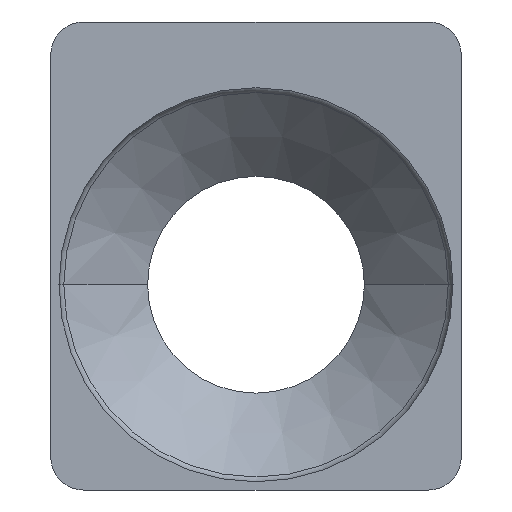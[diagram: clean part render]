
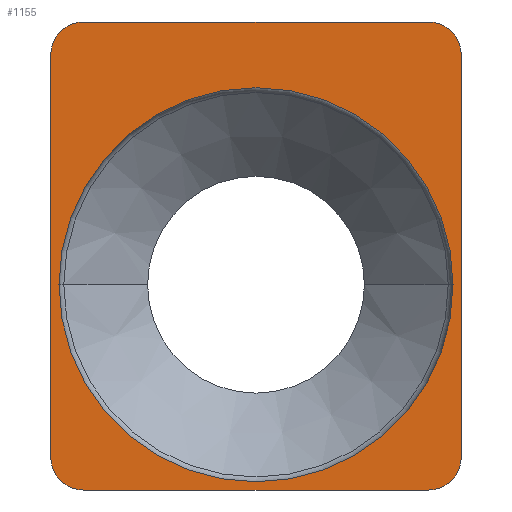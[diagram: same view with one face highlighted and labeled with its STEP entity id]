
A CAD part, front view. The second image highlights one B-rep face of the part: STEP entity #1155.
In plain terms, the highlighted face is planar.
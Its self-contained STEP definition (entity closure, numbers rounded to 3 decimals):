
#25 = CIRCLE ( 'NONE', #302, 6. ) ;
#43 = VECTOR ( 'NONE', #1634, 1000. ) ;
#49 = CARTESIAN_POINT ( 'NONE',  ( -6.25, 7., 0. ) ) ;
#111 = CARTESIAN_POINT ( 'NONE',  ( -6.25, -6.25, 0. ) ) ;
#126 = DIRECTION ( 'NONE',  ( 0., 0., -1. ) ) ;
#129 = DIRECTION ( 'NONE',  ( 0., -1., 0. ) ) ;
#141 = CARTESIAN_POINT ( 'NONE',  ( -6., 0., 0. ) ) ;
#180 = DIRECTION ( 'NONE',  ( 0., 0., -1. ) ) ;
#185 = DIRECTION ( 'NONE',  ( 0., 0., -1. ) ) ;
#186 = VERTEX_POINT ( 'NONE', #141 ) ;
#188 = EDGE_LOOP ( 'NONE', ( #1830, #1012 ) ) ;
#192 = VECTOR ( 'NONE', #1885, 1000. ) ;
#197 = VERTEX_POINT ( 'NONE', #462 ) ;
#204 = CARTESIAN_POINT ( 'NONE',  ( 0., 0., 0. ) ) ;
#223 = CIRCLE ( 'NONE', #1416, 1. ) ;
#261 = LINE ( 'NONE', #111, #43 ) ;
#263 = CARTESIAN_POINT ( 'NONE',  ( -6.25, 0., 0. ) ) ;
#302 = AXIS2_PLACEMENT_3D ( 'NONE', #357, #185, #1420 ) ;
#313 = PLANE ( 'NONE',  #1272 ) ;
#317 = AXIS2_PLACEMENT_3D ( 'NONE', #1530, #614, #1540 ) ;
#336 = FACE_BOUND ( 'NONE', #188, .T. ) ;
#357 = CARTESIAN_POINT ( 'NONE',  ( 0., 0., 0. ) ) ;
#433 = VERTEX_POINT ( 'NONE', #1580 ) ;
#462 = CARTESIAN_POINT ( 'NONE',  ( -5.25, -6.25, 0. ) ) ;
#464 = EDGE_CURVE ( 'NONE', #697, #1099, #223, .T. ) ;
#521 = CARTESIAN_POINT ( 'NONE',  ( -5.25, -5.25, 0. ) ) ;
#534 = EDGE_LOOP ( 'NONE', ( #1698, #1940, #716, #1672, #1809, #730, #857, #781 ) ) ;
#576 = CARTESIAN_POINT ( 'NONE',  ( 6., 0., 0. ) ) ;
#614 = DIRECTION ( 'NONE',  ( 0., 0., -1. ) ) ;
#643 = FACE_OUTER_BOUND ( 'NONE', #534, .T. ) ;
#645 = CARTESIAN_POINT ( 'NONE',  ( -6.25, 8., 0. ) ) ;
#651 = CARTESIAN_POINT ( 'NONE',  ( 6.25, -5.25, 0. ) ) ;
#683 = EDGE_CURVE ( 'NONE', #1587, #186, #785, .T. ) ;
#697 = VERTEX_POINT ( 'NONE', #49 ) ;
#716 = ORIENTED_EDGE ( 'NONE', *, *, #868, .F. ) ;
#730 = ORIENTED_EDGE ( 'NONE', *, *, #946, .T. ) ;
#765 = AXIS2_PLACEMENT_3D ( 'NONE', #521, #180, #1762 ) ;
#776 = EDGE_CURVE ( 'NONE', #186, #1587, #25, .T. ) ;
#781 = ORIENTED_EDGE ( 'NONE', *, *, #1496, .T. ) ;
#782 = EDGE_CURVE ( 'NONE', #1748, #1099, #971, .T. ) ;
#785 = CIRCLE ( 'NONE', #1049, 6. ) ;
#857 = ORIENTED_EDGE ( 'NONE', *, *, #1376, .F. ) ;
#868 = EDGE_CURVE ( 'NONE', #697, #1844, #1329, .T. ) ;
#878 = VECTOR ( 'NONE', #129, 1000. ) ;
#924 = CARTESIAN_POINT ( 'NONE',  ( 0., 0., 0. ) ) ;
#942 = DIRECTION ( 'NONE',  ( 1., 0., 0. ) ) ;
#946 = EDGE_CURVE ( 'NONE', #1748, #983, #1184, .T. ) ;
#949 = CIRCLE ( 'NONE', #1704, 1. ) ;
#971 = LINE ( 'NONE', #645, #192 ) ;
#983 = VERTEX_POINT ( 'NONE', #1226 ) ;
#1012 = ORIENTED_EDGE ( 'NONE', *, *, #683, .F. ) ;
#1049 = AXIS2_PLACEMENT_3D ( 'NONE', #204, #1440, #1144 ) ;
#1083 = DIRECTION ( 'NONE',  ( 1., 0., 0. ) ) ;
#1099 = VERTEX_POINT ( 'NONE', #1113 ) ;
#1112 = CARTESIAN_POINT ( 'NONE',  ( 5.25, 8., 0. ) ) ;
#1113 = CARTESIAN_POINT ( 'NONE',  ( -5.25, 8., 0. ) ) ;
#1144 = DIRECTION ( 'NONE',  ( -1., 0., 0. ) ) ;
#1155 = ADVANCED_FACE ( 'NONE', ( #336, #643 ), #313, .F. ) ;
#1184 = CIRCLE ( 'NONE', #317, 1. ) ;
#1220 = VECTOR ( 'NONE', #1504, 1000. ) ;
#1226 = CARTESIAN_POINT ( 'NONE',  ( 6.25, 7., 0. ) ) ;
#1272 = AXIS2_PLACEMENT_3D ( 'NONE', #924, #1881, #1083 ) ;
#1299 = VERTEX_POINT ( 'NONE', #651 ) ;
#1329 = LINE ( 'NONE', #263, #878 ) ;
#1336 = LINE ( 'NONE', #1485, #1220 ) ;
#1376 = EDGE_CURVE ( 'NONE', #1299, #983, #1336, .T. ) ;
#1378 = DIRECTION ( 'NONE',  ( 0., 0., -1. ) ) ;
#1386 = EDGE_CURVE ( 'NONE', #197, #433, #261, .T. ) ;
#1416 = AXIS2_PLACEMENT_3D ( 'NONE', #1717, #1378, #942 ) ;
#1420 = DIRECTION ( 'NONE',  ( -1., 0., 0. ) ) ;
#1426 = CARTESIAN_POINT ( 'NONE',  ( -6.25, -5.25, 0. ) ) ;
#1440 = DIRECTION ( 'NONE',  ( 0., 0., -1. ) ) ;
#1485 = CARTESIAN_POINT ( 'NONE',  ( 6.25, 8., 0. ) ) ;
#1496 = EDGE_CURVE ( 'NONE', #1299, #433, #949, .T. ) ;
#1504 = DIRECTION ( 'NONE',  ( 0., 1., 0. ) ) ;
#1516 = CARTESIAN_POINT ( 'NONE',  ( 5.25, -5.25, 0. ) ) ;
#1530 = CARTESIAN_POINT ( 'NONE',  ( 5.25, 7., 0. ) ) ;
#1540 = DIRECTION ( 'NONE',  ( 1., 0., 0. ) ) ;
#1580 = CARTESIAN_POINT ( 'NONE',  ( 5.25, -6.25, 0. ) ) ;
#1587 = VERTEX_POINT ( 'NONE', #576 ) ;
#1634 = DIRECTION ( 'NONE',  ( 1., 0., 0. ) ) ;
#1672 = ORIENTED_EDGE ( 'NONE', *, *, #464, .T. ) ;
#1693 = DIRECTION ( 'NONE',  ( 1., 0., 0. ) ) ;
#1698 = ORIENTED_EDGE ( 'NONE', *, *, #1386, .F. ) ;
#1704 = AXIS2_PLACEMENT_3D ( 'NONE', #1516, #126, #1693 ) ;
#1717 = CARTESIAN_POINT ( 'NONE',  ( -5.25, 7., 0. ) ) ;
#1748 = VERTEX_POINT ( 'NONE', #1112 ) ;
#1762 = DIRECTION ( 'NONE',  ( 1., 0., 0. ) ) ;
#1809 = ORIENTED_EDGE ( 'NONE', *, *, #782, .F. ) ;
#1828 = EDGE_CURVE ( 'NONE', #197, #1844, #1930, .T. ) ;
#1830 = ORIENTED_EDGE ( 'NONE', *, *, #776, .F. ) ;
#1844 = VERTEX_POINT ( 'NONE', #1426 ) ;
#1881 = DIRECTION ( 'NONE',  ( 0., 0., 1. ) ) ;
#1885 = DIRECTION ( 'NONE',  ( -1., 0., 0. ) ) ;
#1930 = CIRCLE ( 'NONE', #765, 1. ) ;
#1940 = ORIENTED_EDGE ( 'NONE', *, *, #1828, .T. ) ;
